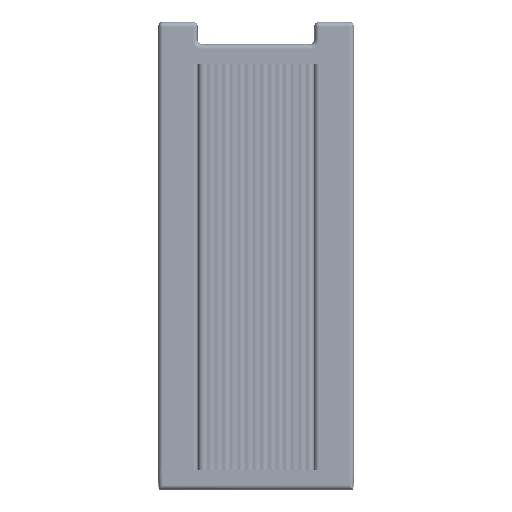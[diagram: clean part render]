
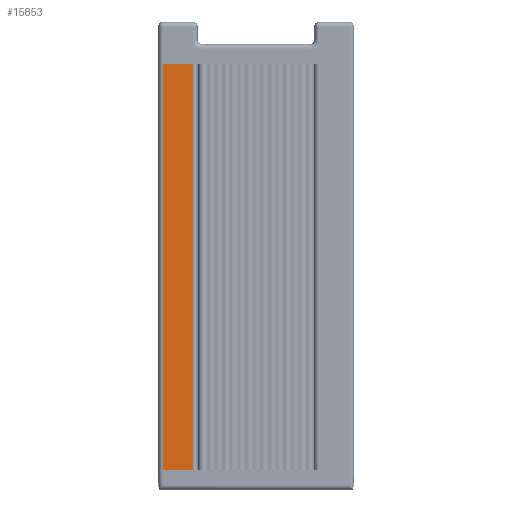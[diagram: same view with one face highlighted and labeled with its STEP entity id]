
A CAD part, left-side view. The second image highlights one B-rep face of the part: STEP entity #15853.
In plain terms, the highlighted face is planar.
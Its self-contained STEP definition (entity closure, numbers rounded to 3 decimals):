
#1142=PLANE('',#17789);
#1923=FACE_OUTER_BOUND('',#3216,.T.);
#3216=EDGE_LOOP('',(#13671,#13672,#13673,#13674));
#4367=LINE('',#26636,#5569);
#4386=LINE('',#26690,#5588);
#4403=LINE('',#26726,#5605);
#4404=LINE('',#26728,#5606);
#5569=VECTOR('',#21887,1.);
#5588=VECTOR('',#21926,10.);
#5605=VECTOR('',#21975,1.);
#5606=VECTOR('',#21978,1.);
#7813=VERTEX_POINT('',#26633);
#7814=VERTEX_POINT('',#26635);
#7838=VERTEX_POINT('',#26687);
#7839=VERTEX_POINT('',#26689);
#9788=EDGE_CURVE('',#7814,#7813,#4367,.T.);
#9815=EDGE_CURVE('',#7839,#7838,#4386,.F.);
#9834=EDGE_CURVE('',#7813,#7839,#4403,.T.);
#9835=EDGE_CURVE('',#7814,#7838,#4404,.T.);
#13671=ORIENTED_EDGE('',*,*,#9815,.T.);
#13672=ORIENTED_EDGE('',*,*,#9835,.F.);
#13673=ORIENTED_EDGE('',*,*,#9788,.T.);
#13674=ORIENTED_EDGE('',*,*,#9834,.T.);
#15853=ADVANCED_FACE('',(#1923),#1142,.T.);
#17789=AXIS2_PLACEMENT_3D('',#26727,#21976,#21977);
#21887=DIRECTION('',(-1.,0.,0.));
#21926=DIRECTION('',(-1.,0.,0.));
#21975=DIRECTION('',(0.,0.,1.));
#21976=DIRECTION('center_axis',(0.,1.,0.));
#21977=DIRECTION('ref_axis',(0.,0.,1.));
#21978=DIRECTION('',(0.,0.,1.));
#26633=CARTESIAN_POINT('',(-10.177,4.35,-107.25));
#26635=CARTESIAN_POINT('',(10.35,4.35,-107.25));
#26636=CARTESIAN_POINT('',(30.624,4.35,-107.25));
#26687=CARTESIAN_POINT('',(10.35,4.35,167.55));
#26689=CARTESIAN_POINT('',(-10.177,4.35,167.55));
#26690=CARTESIAN_POINT('',(-5.037,4.35,167.55));
#26726=CARTESIAN_POINT('',(-10.177,4.35,-107.25));
#26727=CARTESIAN_POINT('Origin',(-10.177,4.35,-107.25));
#26728=CARTESIAN_POINT('',(10.35,4.35,-107.25));
